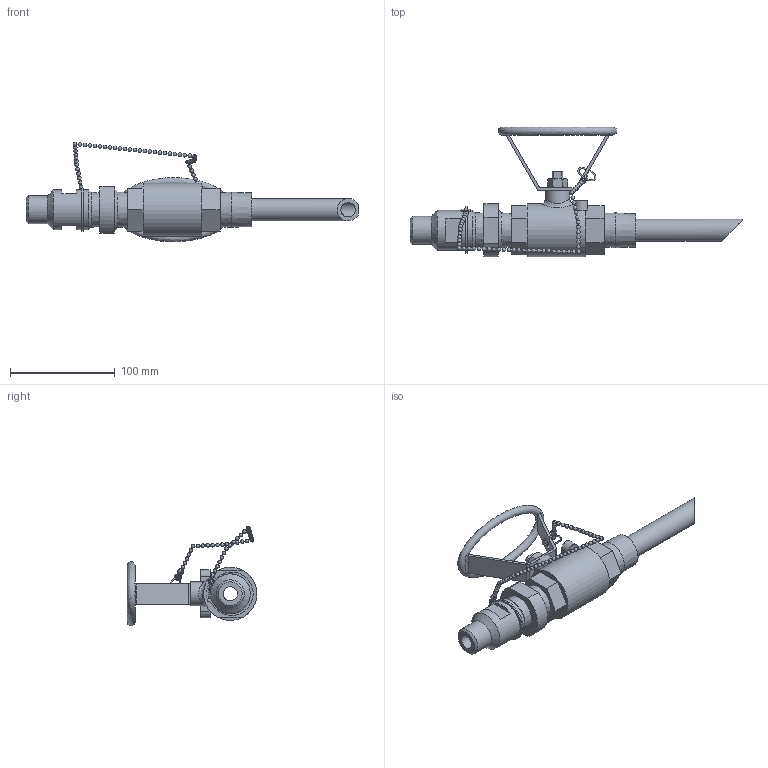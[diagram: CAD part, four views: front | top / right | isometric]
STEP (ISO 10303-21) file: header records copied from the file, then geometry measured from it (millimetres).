
FILE_DESCRIPTION(/* description */ (''),/* implementation_level */ '2;1');
FILE_NAME(/* name */ 'CS-75A10A-4IA-EEEV_R0.stp',/* time_stamp */ '2024-11-07T08:30:54-05:00',/* author */ ('SalesDesk5'),/* organization */ (''),/* preprocessor_version */ 'ST-DEVELOPER v20',/* originating_system */ 'Autodesk Inventor 2025',/* authorisation */ '');
FILE_SCHEMA (('CONFIG_CONTROL_DESIGN'));
Length unit declared in the file: inch
Products named in the file (1): Part2
Bounding box: 317.32 x 124 x 95.17 mm (x, y, z)
Volume: 286871.8 mm3; surface area: 105612.9 mm2
Topology: 21 solids, 21 shells, 330 faces, 835 edges, 547 vertices
Faces by surface type: plane 125, cylinder 107, sphere 63, cone 25, bspline 7, torus 3
Full cylindrical faces by diameter (mm): 0.9 x54, 1.694 x2, 2.5 x2, 3.8 x2, 4 x2, 5.08 x2, 7.62 x1, 9.398 x1, 13.716 x1, 13.868 x1, 21.336 x1, 22.225 x1, 22.86 x1, 24.308 x1, 24.994 x1, 25.095 x1, 26.67 x1, 28.651 x1, 28.956 x2, 33.169 x1, 33.782 x1, 38.1 x2, 50.8 x1
Entity records: 11292 total; most frequent: CARTESIAN_POINT 2661, DIRECTION 1863, ORIENTED_EDGE 1648, EDGE_CURVE 824, AXIS2_PLACEMENT_3D 776, VERTEX_POINT 547, CIRCLE 449, EDGE_LOOP 377
